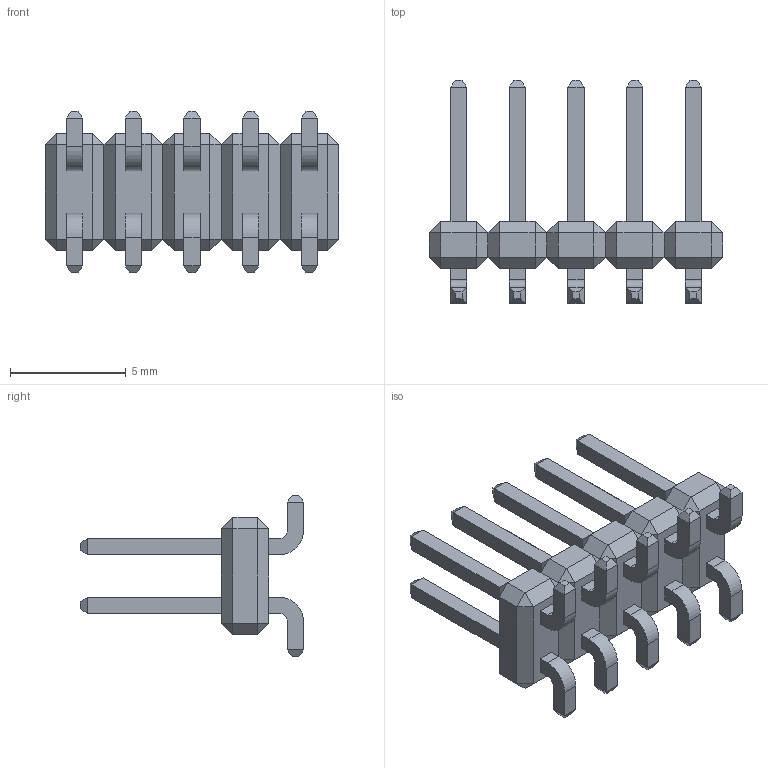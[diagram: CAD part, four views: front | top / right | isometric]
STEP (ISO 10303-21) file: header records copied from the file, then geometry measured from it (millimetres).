
FILE_DESCRIPTION (( 'STEP AP214' ), '1' );
FILE_NAME ('User Library-Molex - 15-91-0100 (Pin Header 2.54mm 10 Pin).STEP', '2020-12-09T07:40:04', ( '' ), ( '' ), 'SwSTEP 2.0', 'SolidWorks 2020', '' );
FILE_SCHEMA (( 'AUTOMOTIVE_DESIGN' ));
Length unit declared in the file: millimetre
Products named in the file (1): User Library-Molex - 15-91-0100 (Pin Header 2.54mm 10 Pin)
Bounding box: 12.7 x 9.66 x 7 mm (x, y, z)
Volume: 155.7 mm3; surface area: 587.5 mm2
Topology: 15 solids, 15 shells, 350 faces, 760 edges, 440 vertices
Faces by surface type: plane 330, cylinder 20
Entity records: 9304 total; most frequent: CARTESIAN_POINT 1551, ORIENTED_EDGE 1520, DIRECTION 1502, EDGE_CURVE 760, LINE 720, VECTOR 720, VERTEX_POINT 440, AXIS2_PLACEMENT_3D 391
